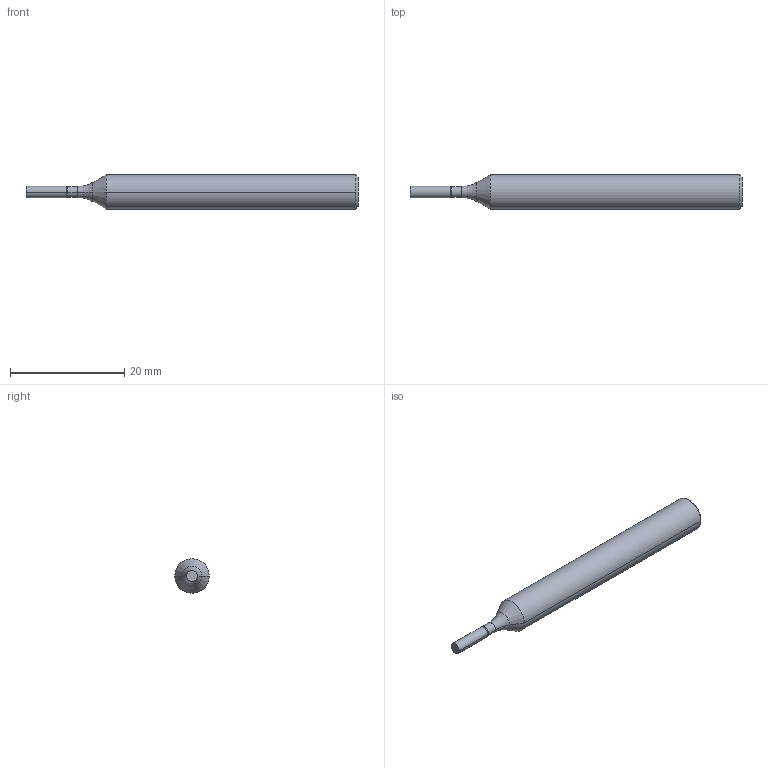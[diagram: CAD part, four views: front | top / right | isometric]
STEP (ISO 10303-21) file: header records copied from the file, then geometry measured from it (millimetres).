
FILE_DESCRIPTION((''),'2;1');
FILE_NAME('KONTUR-SCHAFTFRAESER-D2','2017-06-01T',('wom'),(''),'CREO PARAMETRIC BY PTC INC, 2016260','CREO PARAMETRIC BY PTC INC, 2016260','');
FILE_SCHEMA(('CONFIG_CONTROL_DESIGN'));
Length unit declared in the file: millimetre
Products named in the file (1): KONTUR-SCHAFTFRAESER-D2
Bounding box: 58 x 6 x 6 mm (x, y, z)
Volume: 1323.1 mm3; surface area: 972.3 mm2
Topology: 1 solids, 1 shells, 16 faces, 30 edges, 16 vertices
Faces by surface type: cylinder 6, cone 6, plane 2, torus 2
Entity records: 434 total; most frequent: DIRECTION 80, CARTESIAN_POINT 62, ORIENTED_EDGE 60, AXIS2_PLACEMENT_3D 34, EDGE_CURVE 30, CIRCLE 18, VERTEX_POINT 16, EDGE_LOOP 16
